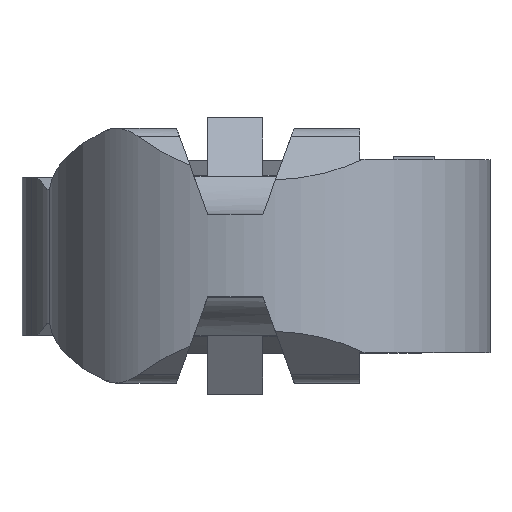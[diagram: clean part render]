
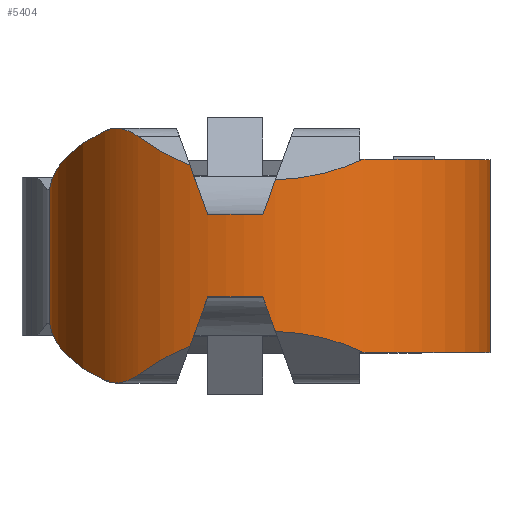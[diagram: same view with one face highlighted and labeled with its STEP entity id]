
A CAD part, top view. The second image highlights one B-rep face of the part: STEP entity #5404.
In plain terms, the highlighted cylindrical face has radius 19.2 mm (diameter 38.4 mm), a partial arc.
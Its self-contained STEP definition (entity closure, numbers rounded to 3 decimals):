
#99=DIRECTION('',(0.,-1.,0.));
#100=VECTOR('',#99,16.8);
#101=CARTESIAN_POINT('',(22.2,8.4,53.4));
#102=LINE('',#101,#100);
#103=CARTESIAN_POINT('',(3.493,-6.603,72.594));
#104=CARTESIAN_POINT('',(4.884,-6.638,72.558));
#105=CARTESIAN_POINT('',(7.534,-7.004,72.192));
#106=CARTESIAN_POINT('',(9.962,-7.857,71.339));
#107=CARTESIAN_POINT('',(11.124,-8.4,70.796));
#109=CARTESIAN_POINT('',(-8.467,-10.397,68.799));
#110=CARTESIAN_POINT('',(-7.14,-9.408,69.788));
#111=CARTESIAN_POINT('',(-5.656,-8.563,70.634));
#112=CARTESIAN_POINT('',(-3.967,-7.905,71.291));
#114=CARTESIAN_POINT('',(-8.467,-10.397,68.799));
#115=CARTESIAN_POINT('',(-8.588,-10.487,68.71));
#116=CARTESIAN_POINT('',(-8.832,-10.645,68.523));
#117=CARTESIAN_POINT('',(-9.206,-10.832,68.223));
#118=CARTESIAN_POINT('',(-9.58,-10.97,67.907));
#119=CARTESIAN_POINT('',(-9.951,-11.061,67.578));
#120=CARTESIAN_POINT('',(-10.316,-11.105,67.235));
#121=CARTESIAN_POINT('',(-10.672,-11.099,66.883));
#122=CARTESIAN_POINT('',(-11.017,-11.039,66.524));
#123=CARTESIAN_POINT('',(-11.236,-10.96,66.284));
#124=CARTESIAN_POINT('',(-11.342,-10.909,66.165));
#126=DIRECTION('',(0.,1.,0.));
#127=VECTOR('',#126,11.7);
#128=CARTESIAN_POINT('',(-16.2,-5.85,53.4));
#129=LINE('',#128,#127);
#130=CARTESIAN_POINT('',(-8.467,10.397,68.799));
#131=CARTESIAN_POINT('',(-8.588,10.487,68.71));
#132=CARTESIAN_POINT('',(-8.832,10.645,68.523));
#133=CARTESIAN_POINT('',(-9.206,10.832,68.223));
#134=CARTESIAN_POINT('',(-9.58,10.97,67.907));
#135=CARTESIAN_POINT('',(-9.951,11.061,67.578));
#136=CARTESIAN_POINT('',(-10.316,11.105,67.235));
#137=CARTESIAN_POINT('',(-10.672,11.099,66.883));
#138=CARTESIAN_POINT('',(-11.017,11.039,66.524));
#139=CARTESIAN_POINT('',(-11.236,10.96,66.284));
#140=CARTESIAN_POINT('',(-11.342,10.909,66.165));
#142=CARTESIAN_POINT('',(-8.467,10.397,68.799));
#143=CARTESIAN_POINT('',(-7.14,9.408,69.788));
#144=CARTESIAN_POINT('',(-5.656,8.563,70.634));
#145=CARTESIAN_POINT('',(-3.967,7.905,71.291));
#147=CARTESIAN_POINT('',(3.493,6.603,72.594));
#148=CARTESIAN_POINT('',(4.884,6.638,72.558));
#149=CARTESIAN_POINT('',(7.534,7.004,72.192));
#150=CARTESIAN_POINT('',(9.962,7.857,71.339));
#151=CARTESIAN_POINT('',(11.124,8.4,70.796));
#315=CARTESIAN_POINT('',(3.,8.4,53.4));
#316=DIRECTION('',(0.,-1.,0.));
#317=DIRECTION('',(1.,0.,0.));
#318=AXIS2_PLACEMENT_3D('',#315,#316,#317);
#1271=CARTESIAN_POINT('',(-3.967,7.905,71.291));
#1272=CARTESIAN_POINT('',(-3.446,6.473,71.494));
#1273=CARTESIAN_POINT('',(-2.923,5.038,71.672));
#1274=CARTESIAN_POINT('',(-2.4,3.6,71.825));
#1292=CARTESIAN_POINT('',(-11.342,10.909,66.165));
#1293=CARTESIAN_POINT('',(-12.882,10.175,64.435));
#1294=CARTESIAN_POINT('',(-15.138,8.584,60.687));
#1295=CARTESIAN_POINT('',(-16.083,6.798,56.48));
#1296=CARTESIAN_POINT('',(-16.181,5.85,54.246));
#1390=CARTESIAN_POINT('',(3.493,6.603,72.594));
#1391=CARTESIAN_POINT('',(3.129,5.602,72.603));
#1392=CARTESIAN_POINT('',(2.764,4.601,72.602));
#1393=CARTESIAN_POINT('',(2.4,3.6,72.591));
#1395=CARTESIAN_POINT('',(3.,3.6,53.4));
#1396=DIRECTION('',(0.,-1.,0.));
#1397=DIRECTION('',(-0.031,0.,1.));
#1398=AXIS2_PLACEMENT_3D('',#1395,#1396,#1397);
#1643=CARTESIAN_POINT('',(3.,-5.85,53.4));
#1644=DIRECTION('',(0.,-1.,0.));
#1645=DIRECTION('',(-0.999,0.,0.044));
#1646=AXIS2_PLACEMENT_3D('',#1643,#1644,#1645);
#1694=CARTESIAN_POINT('',(-11.342,-10.909,
66.165));
#1695=CARTESIAN_POINT('',(-12.882,-10.175,
64.435));
#1696=CARTESIAN_POINT('',(-15.138,-8.584,
60.687));
#1697=CARTESIAN_POINT('',(-16.083,-6.798,
56.48));
#1698=CARTESIAN_POINT('',(-16.181,-5.85,54.246));
#1759=CARTESIAN_POINT('',(-3.967,-7.905,
71.291));
#1760=CARTESIAN_POINT('',(-3.446,-6.473,
71.494));
#1761=CARTESIAN_POINT('',(-2.923,-5.038,
71.672));
#1762=CARTESIAN_POINT('',(-2.4,-3.6,71.825));
#1796=CARTESIAN_POINT('',(3.493,-6.603,72.594));
#1797=CARTESIAN_POINT('',(3.129,-5.602,72.603));
#1798=CARTESIAN_POINT('',(2.764,-4.601,72.602));
#1799=CARTESIAN_POINT('',(2.4,-3.6,72.591));
#1868=CARTESIAN_POINT('',(3.,-3.6,53.4));
#1869=DIRECTION('',(0.,-1.,0.));
#1870=DIRECTION('',(-0.031,0.,1.));
#1871=AXIS2_PLACEMENT_3D('',#1868,#1869,#1870);
#1996=CARTESIAN_POINT('',(3.,-8.4,53.4));
#1997=DIRECTION('',(0.,-1.,0.));
#1998=DIRECTION('',(1.,0.,0.));
#1999=AXIS2_PLACEMENT_3D('',#1996,#1997,#1998);
#2317=CARTESIAN_POINT('',(3.,5.85,53.4));
#2318=DIRECTION('',(0.,-1.,0.));
#2319=DIRECTION('',(-0.999,0.,0.044));
#2320=AXIS2_PLACEMENT_3D('',#2317,#2318,#2319);
#4102=CARTESIAN_POINT('',(-16.181,5.85,54.246));
#4103=CARTESIAN_POINT('',(-16.2,5.85,53.4));
#4104=VERTEX_POINT('',#4102);
#4105=VERTEX_POINT('',#4103);
#4106=CARTESIAN_POINT('',(22.2,8.4,53.4));
#4107=VERTEX_POINT('',#4106);
#4109=CARTESIAN_POINT('',(11.124,8.4,70.796));
#4111=VERTEX_POINT('',#4109);
#4116=VERTEX_POINT('',#130);
#4117=VERTEX_POINT('',#140);
#4150=CARTESIAN_POINT('',(2.4,3.6,72.591));
#4151=CARTESIAN_POINT('',(-2.4,3.6,71.825));
#4152=VERTEX_POINT('',#4150);
#4153=VERTEX_POINT('',#4151);
#4154=VERTEX_POINT('',#1271);
#4155=VERTEX_POINT('',#1390);
#4232=CARTESIAN_POINT('',(-16.181,-5.85,54.246));
#4233=CARTESIAN_POINT('',(-16.2,-5.85,53.4));
#4234=VERTEX_POINT('',#4232);
#4235=VERTEX_POINT('',#4233);
#4236=CARTESIAN_POINT('',(22.2,-8.4,53.4));
#4237=VERTEX_POINT('',#4236);
#4239=CARTESIAN_POINT('',(11.124,-8.4,70.796));
#4241=VERTEX_POINT('',#4239);
#4246=VERTEX_POINT('',#114);
#4247=VERTEX_POINT('',#124);
#4280=CARTESIAN_POINT('',(2.4,-3.6,72.591));
#4281=CARTESIAN_POINT('',(-2.4,-3.6,71.825));
#4282=VERTEX_POINT('',#4280);
#4283=VERTEX_POINT('',#4281);
#4284=VERTEX_POINT('',#1759);
#4285=VERTEX_POINT('',#1796);
#5358=CARTESIAN_POINT('',(3.,0.,53.4));
#5359=DIRECTION('',(0.,-1.,0.));
#5360=DIRECTION('',(-1.,0.,0.));
#5361=AXIS2_PLACEMENT_3D('',#5358,#5359,#5360);
#5362=CYLINDRICAL_SURFACE('',#5361,19.2);
#5364=ORIENTED_EDGE('',*,*,#5363,.T.);
#5366=ORIENTED_EDGE('',*,*,#5365,.T.);
#5368=ORIENTED_EDGE('',*,*,#5367,.F.);
#5370=ORIENTED_EDGE('',*,*,#5369,.T.);
#5372=ORIENTED_EDGE('',*,*,#5371,.T.);
#5374=ORIENTED_EDGE('',*,*,#5373,.F.);
#5376=ORIENTED_EDGE('',*,*,#5375,.F.);
#5378=ORIENTED_EDGE('',*,*,#5377,.T.);
#5380=ORIENTED_EDGE('',*,*,#5379,.T.);
#5382=ORIENTED_EDGE('',*,*,#5381,.T.);
#5383=ORIENTED_EDGE('',*,*,#5348,.T.);
#5385=ORIENTED_EDGE('',*,*,#5384,.F.);
#5387=ORIENTED_EDGE('',*,*,#5386,.F.);
#5389=ORIENTED_EDGE('',*,*,#5388,.F.);
#5391=ORIENTED_EDGE('',*,*,#5390,.T.);
#5393=ORIENTED_EDGE('',*,*,#5392,.T.);
#5395=ORIENTED_EDGE('',*,*,#5394,.F.);
#5397=ORIENTED_EDGE('',*,*,#5396,.F.);
#5399=ORIENTED_EDGE('',*,*,#5398,.T.);
#5401=ORIENTED_EDGE('',*,*,#5400,.F.);
#5402=EDGE_LOOP('',(#5364,#5366,#5368,#5370,#5372,#5374,#5376,#5378,#5380,#5382,
#5383,#5385,#5387,#5389,#5391,#5393,#5395,#5397,#5399,#5401));
#5403=FACE_OUTER_BOUND('',#5402,.F.);
#5404=ADVANCED_FACE('',(#5403),#5362,.T.);
#108=B_SPLINE_CURVE_WITH_KNOTS('',3,(#103,#104,#105,#106,#107),.UNSPECIFIED.,
.F.,.F.,(4,1,4),(0.,0.5,1.),.UNSPECIFIED.);
#113=B_SPLINE_CURVE_WITH_KNOTS('',3,(#109,#110,#111,#112),.UNSPECIFIED.,.F.,.F.,
(4,4),(0.,1.),.UNSPECIFIED.);
#125=B_SPLINE_CURVE_WITH_KNOTS('',3,(#114,#115,#116,#117,#118,#119,#120,#121,
#122,#123,#124),.UNSPECIFIED.,.F.,.F.,(4,1,1,1,1,1,1,1,4),(0.,0.125,0.25,
0.375,0.5,0.625,0.75,0.875,1.),.UNSPECIFIED.);
#141=B_SPLINE_CURVE_WITH_KNOTS('',3,(#130,#131,#132,#133,#134,#135,#136,#137,
#138,#139,#140),.UNSPECIFIED.,.F.,.F.,(4,1,1,1,1,1,1,1,4),(0.,0.125,0.25,
0.375,0.5,0.625,0.75,0.875,1.),.UNSPECIFIED.);
#146=B_SPLINE_CURVE_WITH_KNOTS('',3,(#142,#143,#144,#145),.UNSPECIFIED.,.F.,.F.,
(4,4),(0.,1.),.UNSPECIFIED.);
#152=B_SPLINE_CURVE_WITH_KNOTS('',3,(#147,#148,#149,#150,#151),.UNSPECIFIED.,
.F.,.F.,(4,1,4),(0.,0.5,1.),.UNSPECIFIED.);
#319=CIRCLE('',#318,19.2);
#1275=B_SPLINE_CURVE_WITH_KNOTS('',3,(#1271,#1272,#1273,#1274),.UNSPECIFIED.,
.F.,.F.,(4,4),(0.,1.),.UNSPECIFIED.);
#1297=B_SPLINE_CURVE_WITH_KNOTS('',3,(#1292,#1293,#1294,#1295,#1296),
.UNSPECIFIED.,.F.,.F.,(4,1,4),(0.,0.5,1.),.UNSPECIFIED.);
#1394=B_SPLINE_CURVE_WITH_KNOTS('',3,(#1390,#1391,#1392,#1393),.UNSPECIFIED.,
.F.,.F.,(4,4),(0.,1.),.UNSPECIFIED.);
#1399=CIRCLE('',#1398,19.2);
#1647=CIRCLE('',#1646,19.2);
#1699=B_SPLINE_CURVE_WITH_KNOTS('',3,(#1694,#1695,#1696,#1697,#1698),
.UNSPECIFIED.,.F.,.F.,(4,1,4),(0.,0.5,1.),.UNSPECIFIED.);
#1763=B_SPLINE_CURVE_WITH_KNOTS('',3,(#1759,#1760,#1761,#1762),.UNSPECIFIED.,
.F.,.F.,(4,4),(0.,1.),.UNSPECIFIED.);
#1800=B_SPLINE_CURVE_WITH_KNOTS('',3,(#1796,#1797,#1798,#1799),.UNSPECIFIED.,
.F.,.F.,(4,4),(0.,1.),.UNSPECIFIED.);
#1872=CIRCLE('',#1871,19.2);
#2000=CIRCLE('',#1999,19.2);
#2321=CIRCLE('',#2320,19.2);
#5348=EDGE_CURVE('',#4235,#4105,#129,.T.);
#5363=EDGE_CURVE('',#4107,#4237,#102,.T.);
#5365=EDGE_CURVE('',#4237,#4241,#2000,.T.);
#5367=EDGE_CURVE('',#4285,#4241,#108,.T.);
#5369=EDGE_CURVE('',#4285,#4282,#1800,.T.);
#5371=EDGE_CURVE('',#4282,#4283,#1872,.T.);
#5373=EDGE_CURVE('',#4284,#4283,#1763,.T.);
#5375=EDGE_CURVE('',#4246,#4284,#113,.T.);
#5377=EDGE_CURVE('',#4246,#4247,#125,.T.);
#5379=EDGE_CURVE('',#4247,#4234,#1699,.T.);
#5381=EDGE_CURVE('',#4234,#4235,#1647,.T.);
#5384=EDGE_CURVE('',#4104,#4105,#2321,.T.);
#5386=EDGE_CURVE('',#4117,#4104,#1297,.T.);
#5388=EDGE_CURVE('',#4116,#4117,#141,.T.);
#5390=EDGE_CURVE('',#4116,#4154,#146,.T.);
#5392=EDGE_CURVE('',#4154,#4153,#1275,.T.);
#5394=EDGE_CURVE('',#4152,#4153,#1399,.T.);
#5396=EDGE_CURVE('',#4155,#4152,#1394,.T.);
#5398=EDGE_CURVE('',#4155,#4111,#152,.T.);
#5400=EDGE_CURVE('',#4107,#4111,#319,.T.);
